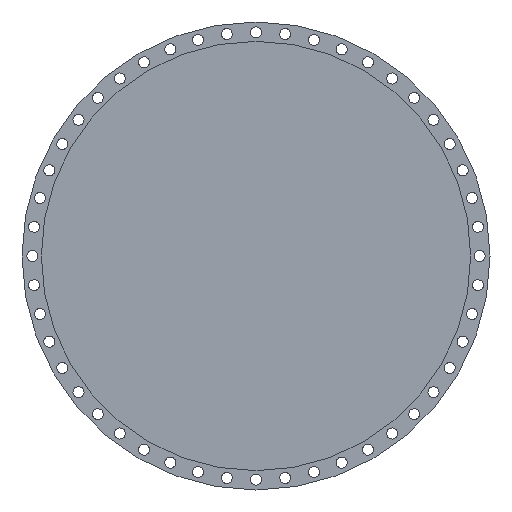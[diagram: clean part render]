
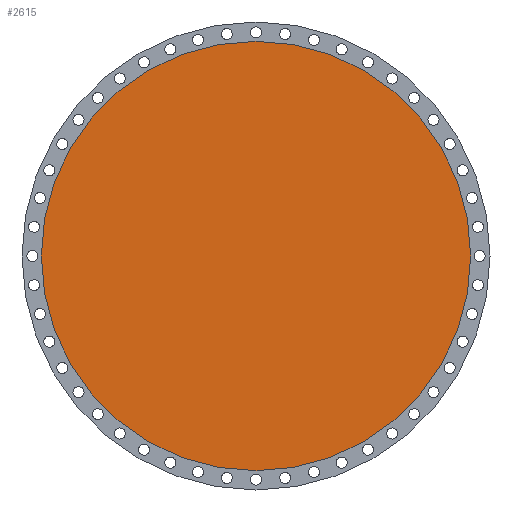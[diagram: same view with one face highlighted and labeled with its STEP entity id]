
A CAD part, left-side view. The second image highlights one B-rep face of the part: STEP entity #2615.
In plain terms, the highlighted planar face has unit normal (-1, 0, 0).
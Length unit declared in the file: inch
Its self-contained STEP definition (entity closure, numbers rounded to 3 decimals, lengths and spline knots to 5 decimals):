
#106 = DIRECTION ( 'NONE',  ( -1., 0., 0. ) ) ;
#559 = CIRCLE ( 'NONE', #2326, 17. ) ;
#577 = CIRCLE ( 'NONE', #3145, 17. ) ;
#603 = DIRECTION ( 'NONE',  ( 0., 0., 1. ) ) ;
#704 = EDGE_LOOP ( 'NONE', ( #1193, #1570 ) ) ;
#780 = DIRECTION ( 'NONE',  ( 0., 0., 1. ) ) ;
#970 = FACE_OUTER_BOUND ( 'NONE', #704, .T. ) ;
#1186 = DIRECTION ( 'NONE',  ( 0., 0., 1. ) ) ;
#1193 = ORIENTED_EDGE ( 'NONE', *, *, #1346, .T. ) ;
#1346 = EDGE_CURVE ( 'NONE', #1440, #1471, #559, .T. ) ;
#1351 = CARTESIAN_POINT ( 'NONE',  ( 0., 0., 17. ) ) ;
#1440 = VERTEX_POINT ( 'NONE', #1351 ) ;
#1471 = VERTEX_POINT ( 'NONE', #2965 ) ;
#1570 = ORIENTED_EDGE ( 'NONE', *, *, #2785, .T. ) ;
#1862 = CARTESIAN_POINT ( 'NONE',  ( 0., 0., 0. ) ) ;
#2326 = AXIS2_PLACEMENT_3D ( 'NONE', #2603, #2634, #1186 ) ;
#2528 = AXIS2_PLACEMENT_3D ( 'NONE', #2960, #3012, #603 ) ;
#2603 = CARTESIAN_POINT ( 'NONE',  ( 0., 0., 0. ) ) ;
#2615 = ADVANCED_FACE ( 'NONE', ( #970 ), #3299, .T. ) ;
#2634 = DIRECTION ( 'NONE',  ( -1., 0., 0. ) ) ;
#2785 = EDGE_CURVE ( 'NONE', #1471, #1440, #577, .T. ) ;
#2960 = CARTESIAN_POINT ( 'NONE',  ( 0., 0., 0. ) ) ;
#2965 = CARTESIAN_POINT ( 'NONE',  ( 0., 0., -17. ) ) ;
#3012 = DIRECTION ( 'NONE',  ( -1., 0., 0. ) ) ;
#3145 = AXIS2_PLACEMENT_3D ( 'NONE', #1862, #106, #780 ) ;
#3299 = PLANE ( 'NONE',  #2528 ) ;
